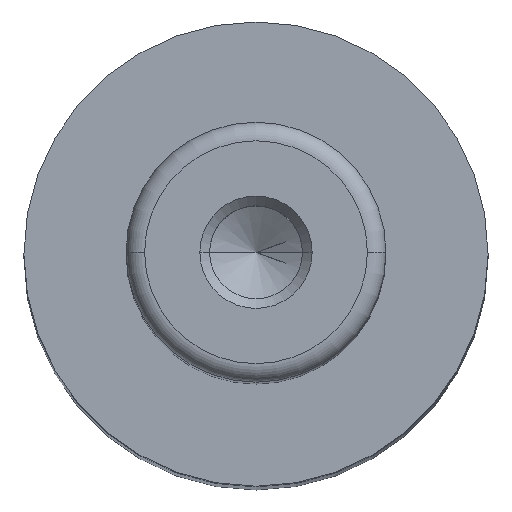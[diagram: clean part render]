
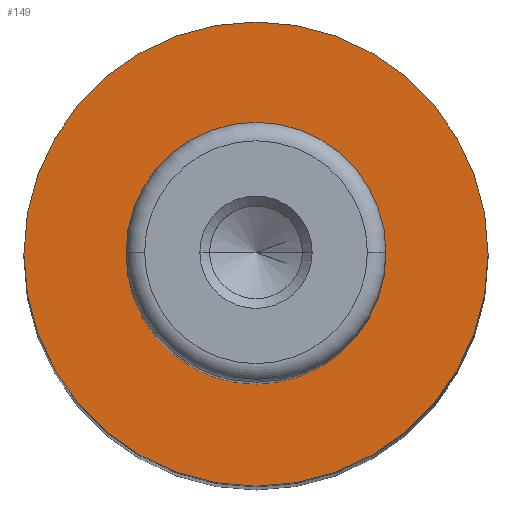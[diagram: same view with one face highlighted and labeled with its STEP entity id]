
A CAD part, top view. The second image highlights one B-rep face of the part: STEP entity #149.
In plain terms, the highlighted planar face has unit normal (0, 0, 1).
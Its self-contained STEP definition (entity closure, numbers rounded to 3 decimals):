
#10 = CARTESIAN_POINT ( 'NONE',  ( 0., 0., 117. ) ) ;
#18 = DIRECTION ( 'NONE',  ( 0., 0., 1. ) ) ;
#26 = ORIENTED_EDGE ( 'NONE', *, *, #689, .T. ) ;
#34 = VERTEX_POINT ( 'NONE', #677 ) ;
#46 = CARTESIAN_POINT ( 'NONE',  ( 0., 0., 117. ) ) ;
#53 = DIRECTION ( 'NONE',  ( 0., 0., -1. ) ) ;
#64 = FACE_BOUND ( 'NONE', #407, .T. ) ;
#67 = DIRECTION ( 'NONE',  ( 0., 0., -1. ) ) ;
#78 = PLANE ( 'NONE',  #720 ) ;
#107 = DIRECTION ( 'NONE',  ( -1., 0., 0. ) ) ;
#146 = CARTESIAN_POINT ( 'NONE',  ( 0., 0., 117. ) ) ;
#149 = ADVANCED_FACE ( 'NONE', ( #64, #671 ), #78, .T. ) ;
#159 = AXIS2_PLACEMENT_3D ( 'NONE', #415, #67, #475 ) ;
#199 = DIRECTION ( 'NONE',  ( -1., 0., 0. ) ) ;
#211 = AXIS2_PLACEMENT_3D ( 'NONE', #46, #456, #107 ) ;
#217 = CARTESIAN_POINT ( 'NONE',  ( -7., 0., 117. ) ) ;
#223 = EDGE_CURVE ( 'NONE', #491, #318, #513, .T. ) ;
#251 = VERTEX_POINT ( 'NONE', #424 ) ;
#253 = ORIENTED_EDGE ( 'NONE', *, *, #451, .F. ) ;
#268 = CIRCLE ( 'NONE', #159, 7. ) ;
#280 = CIRCLE ( 'NONE', #211, 12.5 ) ;
#302 = ORIENTED_EDGE ( 'NONE', *, *, #325, .F. ) ;
#309 = DIRECTION ( 'NONE',  ( 1., 0., 0. ) ) ;
#318 = VERTEX_POINT ( 'NONE', #496 ) ;
#325 = EDGE_CURVE ( 'NONE', #251, #34, #696, .T. ) ;
#385 = CARTESIAN_POINT ( 'NONE',  ( -7., 0., 117. ) ) ;
#407 = EDGE_LOOP ( 'NONE', ( #519, #26 ) ) ;
#415 = CARTESIAN_POINT ( 'NONE',  ( 0., 0., 117. ) ) ;
#424 = CARTESIAN_POINT ( 'NONE',  ( -12.5, 0., 117. ) ) ;
#451 = EDGE_CURVE ( 'NONE', #34, #251, #280, .T. ) ;
#456 = DIRECTION ( 'NONE',  ( 0., 0., -1. ) ) ;
#474 = EDGE_LOOP ( 'NONE', ( #302, #253 ) ) ;
#475 = DIRECTION ( 'NONE',  ( -1., 0., 0. ) ) ;
#491 = VERTEX_POINT ( 'NONE', #217 ) ;
#496 = CARTESIAN_POINT ( 'NONE',  ( 7., 0., 117. ) ) ;
#513 = CIRCLE ( 'NONE', #681, 7. ) ;
#519 = ORIENTED_EDGE ( 'NONE', *, *, #223, .T. ) ;
#545 = AXIS2_PLACEMENT_3D ( 'NONE', #146, #560, #199 ) ;
#560 = DIRECTION ( 'NONE',  ( 0., 0., -1. ) ) ;
#671 = FACE_OUTER_BOUND ( 'NONE', #474, .T. ) ;
#677 = CARTESIAN_POINT ( 'NONE',  ( 12.5, 0., 117. ) ) ;
#681 = AXIS2_PLACEMENT_3D ( 'NONE', #10, #53, #722 ) ;
#689 = EDGE_CURVE ( 'NONE', #318, #491, #268, .T. ) ;
#696 = CIRCLE ( 'NONE', #545, 12.5 ) ;
#720 = AXIS2_PLACEMENT_3D ( 'NONE', #385, #18, #309 ) ;
#722 = DIRECTION ( 'NONE',  ( -1., 0., 0. ) ) ;
